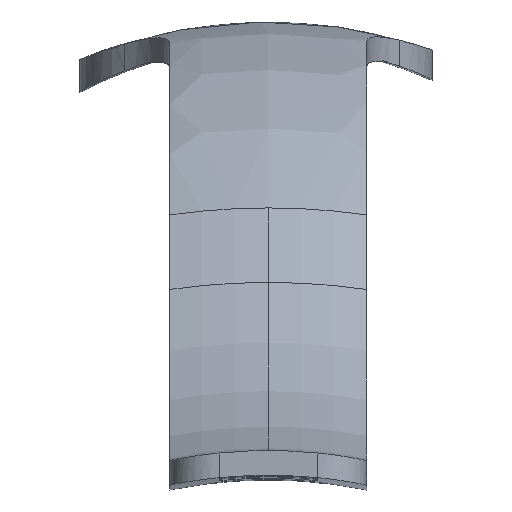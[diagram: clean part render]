
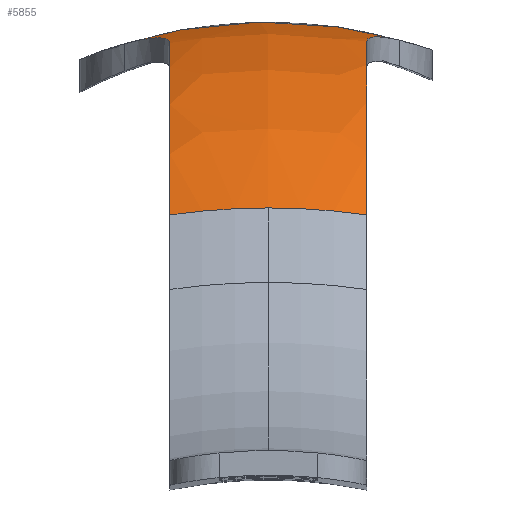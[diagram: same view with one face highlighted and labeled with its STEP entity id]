
A CAD part, top view. The second image highlights one B-rep face of the part: STEP entity #5855.
In plain terms, the highlighted toroidal (fillet/blend) face has major radius 11.808 mm and minor radius 40 mm.
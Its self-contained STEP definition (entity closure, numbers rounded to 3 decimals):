
#367 = EDGE_CURVE ( 'NONE', #6977, #2002, #4580, .T. ) ;
#417 = CARTESIAN_POINT ( 'NONE',  ( 8.913, 35.953, -301.459 ) ) ;
#449 = CARTESIAN_POINT ( 'NONE',  ( 9.686, 35.869, -302.805 ) ) ;
#530 = EDGE_CURVE ( 'NONE', #4157, #8033, #2271, .T. ) ;
#804 = CARTESIAN_POINT ( 'NONE',  ( -9.12, 35.863, -301.049 ) ) ;
#828 = CARTESIAN_POINT ( 'NONE',  ( 12.108, 35.287, -306.066 ) ) ;
#850 = DIRECTION ( 'NONE',  ( -1., 0., 0. ) ) ;
#885 = CARTESIAN_POINT ( 'NONE',  ( -8.32, 35.794, -298.973 ) ) ;
#914 = CARTESIAN_POINT ( 'NONE',  ( -8.421, 35.821, -299.33 ) ) ;
#1110 = CARTESIAN_POINT ( 'NONE',  ( 8.228, 35.869, -299.385 ) ) ;
#1136 = EDGE_CURVE ( 'NONE', #4149, #5108, #5497, .T. ) ;
#1144 = ORIENTED_EDGE ( 'NONE', *, *, #367, .T. ) ;
#1383 = ORIENTED_EDGE ( 'NONE', *, *, #2600, .T. ) ;
#1423 = CARTESIAN_POINT ( 'NONE',  ( -9.684, 35.812, -302.002 ) ) ;
#1466 = CARTESIAN_POINT ( 'NONE',  ( 8., 21.418, -270.004 ) ) ;
#1556 = CARTESIAN_POINT ( 'NONE',  ( -8., 35.438, -296.436 ) ) ;
#1650 = TOROIDAL_SURFACE ( 'NONE', #7838, 11.808, 40. ) ;
#1953 = DIRECTION ( 'NONE',  ( 0., 0.707, -0.707 ) ) ;
#1960 = CARTESIAN_POINT ( 'NONE',  ( -11.653, 35.392, -304.163 ) ) ;
#2002 = VERTEX_POINT ( 'NONE', #1466 ) ;
#2117 = ORIENTED_EDGE ( 'NONE', *, *, #7989, .T. ) ;
#2162 = DIRECTION ( 'NONE',  ( 0., 0.707, 0.707 ) ) ;
#2207 = CARTESIAN_POINT ( 'NONE',  ( 0., -2.836, -306.066 ) ) ;
#2231 = CARTESIAN_POINT ( 'NONE',  ( -8.08, 35.686, -297.898 ) ) ;
#2271 = B_SPLINE_CURVE_WITH_KNOTS ( 'NONE', 3,
 ( #7732, #2355, #7035, #3713 ),
 .UNSPECIFIED., .F., .F.,
 ( 4, 4 ),
 ( 0., 0.003 ),
 .UNSPECIFIED. ) ;
#2285 = CIRCLE ( 'NONE', #7284, 51. ) ;
#2355 = CARTESIAN_POINT ( 'NONE',  ( -12.923, 35.022, -305.353 ) ) ;
#2506 = B_SPLINE_CURVE_WITH_KNOTS ( 'NONE', 3,
 ( #8131, #3406, #4058, #5398, #1423, #4085, #804, #4771, #5429, #914, #885, #2231, #5537, #8213 ),
 .UNSPECIFIED., .F., .F.,
 ( 4, 2, 2, 2, 2, 2, 4 ),
 ( 0.004, 0.007, 0.008, 0.009, 0.01, 0.011, 0.013 ),
 .UNSPECIFIED. ) ;
#2509 = CARTESIAN_POINT ( 'NONE',  ( 10.442, 35.726, -303.794 ) ) ;
#2600 = EDGE_CURVE ( 'NONE', #6774, #6977, #4996, .T. ) ;
#2648 = DIRECTION ( 'NONE',  ( 1., 0., 0. ) ) ;
#2710 = CIRCLE ( 'NONE', #4306, 40. ) ;
#2723 = CARTESIAN_POINT ( 'NONE',  ( -13.434, 34.84, -306.066 ) ) ;
#2851 = ORIENTED_EDGE ( 'NONE', *, *, #5994, .T. ) ;
#2873 = EDGE_CURVE ( 'NONE', #2002, #8479, #2285, .T. ) ;
#3123 = CARTESIAN_POINT ( 'NONE',  ( 8.572, 35.939, -300.588 ) ) ;
#3181 = CARTESIAN_POINT ( 'NONE',  ( 8., 35.695, -297.859 ) ) ;
#3242 = ORIENTED_EDGE ( 'NONE', *, *, #4356, .F. ) ;
#3399 = CARTESIAN_POINT ( 'NONE',  ( 11.222, 35.545, -304.64 ) ) ;
#3406 = CARTESIAN_POINT ( 'NONE',  ( -11.094, 35.545, -303.704 ) ) ;
#3475 = VERTEX_POINT ( 'NONE', #1556 ) ;
#3713 = CARTESIAN_POINT ( 'NONE',  ( -11.653, 35.392, -304.163 ) ) ;
#3747 = CARTESIAN_POINT ( 'NONE',  ( 8.471, 35.928, -300.289 ) ) ;
#3779 = CARTESIAN_POINT ( 'NONE',  ( 9.191, 35.935, -302.013 ) ) ;
#4058 = CARTESIAN_POINT ( 'NONE',  ( -10.584, 35.662, -303.185 ) ) ;
#4085 = CARTESIAN_POINT ( 'NONE',  ( -9.296, 35.852, -301.373 ) ) ;
#4091 = EDGE_LOOP ( 'NONE', ( #3242, #6250, #2117, #4898, #1383, #1144, #7618, #2851, #8231 ) ) ;
#4149 = VERTEX_POINT ( 'NONE', #5976 ) ;
#4157 = VERTEX_POINT ( 'NONE', #2723 ) ;
#4184 = CARTESIAN_POINT ( 'NONE',  ( 12.108, 35.287, -306.066 ) ) ;
#4306 = AXIS2_PLACEMENT_3D ( 'NONE', #2207, #6973, #6889 ) ;
#4356 = EDGE_CURVE ( 'NONE', #4157, #5108, #2710, .T. ) ;
#4370 = AXIS2_PLACEMENT_3D ( 'NONE', #4758, #850, #2162 ) ;
#4383 = CARTESIAN_POINT ( 'NONE',  ( 8.057, 35.779, -298.473 ) ) ;
#4501 = CARTESIAN_POINT ( 'NONE',  ( 10.243, 35.768, -303.558 ) ) ;
#4580 = CIRCLE ( 'NONE', #7111, 40. ) ;
#4758 = CARTESIAN_POINT ( 'NONE',  ( -8., -14.645, -306.066 ) ) ;
#4771 = CARTESIAN_POINT ( 'NONE',  ( -8.804, 35.865, -300.381 ) ) ;
#4898 = ORIENTED_EDGE ( 'NONE', *, *, #5589, .F. ) ;
#4996 = CIRCLE ( 'NONE', #8455, 40. ) ;
#5108 = VERTEX_POINT ( 'NONE', #828 ) ;
#5335 = CARTESIAN_POINT ( 'NONE',  ( -8., 21.418, -270.004 ) ) ;
#5360 = CARTESIAN_POINT ( 'NONE',  ( 10.65, 35.678, -304.02 ) ) ;
#5398 = CARTESIAN_POINT ( 'NONE',  ( -9.897, 35.781, -302.308 ) ) ;
#5420 = DIRECTION ( 'NONE',  ( 1., 0., 0. ) ) ;
#5429 = CARTESIAN_POINT ( 'NONE',  ( -8.664, 35.857, -300.037 ) ) ;
#5474 = DIRECTION ( 'NONE',  ( 0., 0.707, -0.707 ) ) ;
#5497 = B_SPLINE_CURVE_WITH_KNOTS ( 'NONE', 3,
 ( #5360, #3399, #6068, #4184 ),
 .UNSPECIFIED., .F., .F.,
 ( 4, 4 ),
 ( 0., 0.003 ),
 .UNSPECIFIED. ) ;
#5537 = CARTESIAN_POINT ( 'NONE',  ( -8., 35.579, -297.171 ) ) ;
#5589 = EDGE_CURVE ( 'NONE', #6774, #3475, #6665, .T. ) ;
#5727 = B_SPLINE_CURVE_WITH_KNOTS ( 'NONE', 3,
 ( #7127, #3181, #4383, #1110, #5730, #3747, #3123, #417, #3779, #449, #7039, #4501, #2509, #8407 ),
 .UNSPECIFIED., .F., .F.,
 ( 4, 2, 2, 2, 2, 2, 4 ),
 ( 0., 0.002, 0.003, 0.004, 0.006, 0.007, 0.007 ),
 .UNSPECIFIED. ) ;
#5730 = CARTESIAN_POINT ( 'NONE',  ( 8.299, 35.893, -299.687 ) ) ;
#5799 = CARTESIAN_POINT ( 'NONE',  ( 8., -14.645, -306.066 ) ) ;
#5855 = ADVANCED_FACE ( 'NONE', ( #6028 ), #1650, .T. ) ;
#5976 = CARTESIAN_POINT ( 'NONE',  ( 10.65, 35.678, -304.02 ) ) ;
#5994 = EDGE_CURVE ( 'NONE', #8479, #4149, #5727, .T. ) ;
#6028 = FACE_OUTER_BOUND ( 'NONE', #4091, .T. ) ;
#6068 = CARTESIAN_POINT ( 'NONE',  ( 11.708, 35.414, -305.322 ) ) ;
#6250 = ORIENTED_EDGE ( 'NONE', *, *, #530, .T. ) ;
#6379 = DIRECTION ( 'NONE',  ( -1., 0., 0. ) ) ;
#6551 = CARTESIAN_POINT ( 'NONE',  ( 8., 35.586, -297.239 ) ) ;
#6596 = CARTESIAN_POINT ( 'NONE',  ( 0., 21.989, -269.432 ) ) ;
#6665 = CIRCLE ( 'NONE', #4370, 51. ) ;
#6774 = VERTEX_POINT ( 'NONE', #5335 ) ;
#6795 = CARTESIAN_POINT ( 'NONE',  ( 0., -6.295, -297.716 ) ) ;
#6889 = DIRECTION ( 'NONE',  ( 1., 0., 0. ) ) ;
#6925 = CARTESIAN_POINT ( 'NONE',  ( 0., -14.645, -306.066 ) ) ;
#6973 = DIRECTION ( 'NONE',  ( 0., 0., -1. ) ) ;
#6977 = VERTEX_POINT ( 'NONE', #6596 ) ;
#6986 = DIRECTION ( 'NONE',  ( 0., 0., 1. ) ) ;
#7035 = CARTESIAN_POINT ( 'NONE',  ( -12.33, 35.207, -304.719 ) ) ;
#7039 = CARTESIAN_POINT ( 'NONE',  ( 9.865, 35.84, -303.064 ) ) ;
#7111 = AXIS2_PLACEMENT_3D ( 'NONE', #7237, #1953, #2648 ) ;
#7127 = CARTESIAN_POINT ( 'NONE',  ( 8., 35.586, -297.239 ) ) ;
#7237 = CARTESIAN_POINT ( 'NONE',  ( 0., -6.295, -297.716 ) ) ;
#7284 = AXIS2_PLACEMENT_3D ( 'NONE', #5799, #6379, #7775 ) ;
#7618 = ORIENTED_EDGE ( 'NONE', *, *, #2873, .T. ) ;
#7732 = CARTESIAN_POINT ( 'NONE',  ( -13.434, 34.84, -306.066 ) ) ;
#7775 = DIRECTION ( 'NONE',  ( 0., 0.707, 0.707 ) ) ;
#7838 = AXIS2_PLACEMENT_3D ( 'NONE', #6925, #8351, #6986 ) ;
#7989 = EDGE_CURVE ( 'NONE', #8033, #3475, #2506, .T. ) ;
#8033 = VERTEX_POINT ( 'NONE', #1960 ) ;
#8131 = CARTESIAN_POINT ( 'NONE',  ( -11.653, 35.392, -304.163 ) ) ;
#8213 = CARTESIAN_POINT ( 'NONE',  ( -8., 35.438, -296.436 ) ) ;
#8231 = ORIENTED_EDGE ( 'NONE', *, *, #1136, .T. ) ;
#8351 = DIRECTION ( 'NONE',  ( -1., 0., 0. ) ) ;
#8407 = CARTESIAN_POINT ( 'NONE',  ( 10.65, 35.678, -304.02 ) ) ;
#8455 = AXIS2_PLACEMENT_3D ( 'NONE', #6795, #5474, #5420 ) ;
#8479 = VERTEX_POINT ( 'NONE', #6551 ) ;
